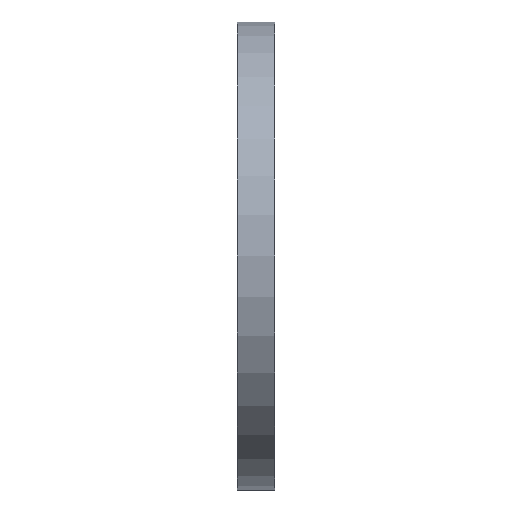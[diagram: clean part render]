
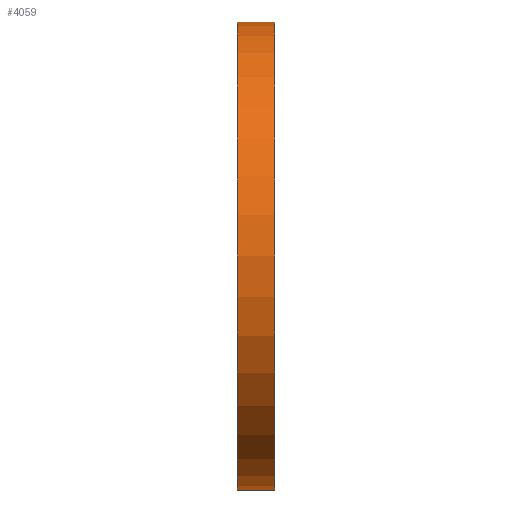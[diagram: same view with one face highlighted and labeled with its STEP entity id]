
A CAD part, left-side view. The second image highlights one B-rep face of the part: STEP entity #4059.
In plain terms, the highlighted cylindrical face has radius 25 mm (diameter 50 mm), a partial arc.
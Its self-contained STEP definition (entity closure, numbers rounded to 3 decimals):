
#193 = VECTOR ( 'NONE', #973, 1000. ) ;
#571 = CARTESIAN_POINT ( 'NONE',  ( 0., -2., 25. ) ) ;
#973 = DIRECTION ( 'NONE',  ( 0., -1., 0. ) ) ;
#1458 = DIRECTION ( 'NONE',  ( 0., 0., -1. ) ) ;
#1815 = VECTOR ( 'NONE', #12180, 1000. ) ;
#1832 = EDGE_CURVE ( 'NONE', #6560, #5690, #4061, .T. ) ;
#2504 = EDGE_CURVE ( 'NONE', #11396, #9726, #4408, .T. ) ;
#3837 = DIRECTION ( 'NONE',  ( 0., 0., 1. ) ) ;
#4059 = ADVANCED_FACE ( 'NONE', ( #5776 ), #11942, .T. ) ;
#4061 = CIRCLE ( 'NONE', #8684, 25. ) ;
#4265 = CARTESIAN_POINT ( 'NONE',  ( 0., 2., -25. ) ) ;
#4408 = CIRCLE ( 'NONE', #14350, 25. ) ;
#4717 = CARTESIAN_POINT ( 'NONE',  ( 0., 2., 0. ) ) ;
#4972 = LINE ( 'NONE', #6696, #193 ) ;
#5035 = ORIENTED_EDGE ( 'NONE', *, *, #2504, .F. ) ;
#5690 = VERTEX_POINT ( 'NONE', #571 ) ;
#5776 = FACE_OUTER_BOUND ( 'NONE', #10094, .T. ) ;
#5840 = DIRECTION ( 'NONE',  ( 0., -1., 0. ) ) ;
#5989 = CARTESIAN_POINT ( 'NONE',  ( 0., 2., 0. ) ) ;
#6354 = CARTESIAN_POINT ( 'NONE',  ( 0., 2., -25. ) ) ;
#6452 = ORIENTED_EDGE ( 'NONE', *, *, #1832, .T. ) ;
#6560 = VERTEX_POINT ( 'NONE', #9028 ) ;
#6696 = CARTESIAN_POINT ( 'NONE',  ( 0., 2., 25. ) ) ;
#7583 = EDGE_CURVE ( 'NONE', #9726, #5690, #4972, .T. ) ;
#8684 = AXIS2_PLACEMENT_3D ( 'NONE', #14124, #9644, #3837 ) ;
#9028 = CARTESIAN_POINT ( 'NONE',  ( 0., -2., -25. ) ) ;
#9644 = DIRECTION ( 'NONE',  ( 0., 1., 0. ) ) ;
#9726 = VERTEX_POINT ( 'NONE', #10128 ) ;
#10064 = ORIENTED_EDGE ( 'NONE', *, *, #7583, .F. ) ;
#10094 = EDGE_LOOP ( 'NONE', ( #10064, #5035, #14029, #6452 ) ) ;
#10128 = CARTESIAN_POINT ( 'NONE',  ( 0., 2., 25. ) ) ;
#10422 = DIRECTION ( 'NONE',  ( 0., 1., 0. ) ) ;
#10982 = LINE ( 'NONE', #4265, #1815 ) ;
#11396 = VERTEX_POINT ( 'NONE', #6354 ) ;
#11592 = AXIS2_PLACEMENT_3D ( 'NONE', #5989, #5840, #1458 ) ;
#11942 = CYLINDRICAL_SURFACE ( 'NONE', #11592, 25. ) ;
#12180 = DIRECTION ( 'NONE',  ( 0., -1., 0. ) ) ;
#13732 = DIRECTION ( 'NONE',  ( 0., 0., 1. ) ) ;
#14011 = EDGE_CURVE ( 'NONE', #11396, #6560, #10982, .T. ) ;
#14029 = ORIENTED_EDGE ( 'NONE', *, *, #14011, .T. ) ;
#14124 = CARTESIAN_POINT ( 'NONE',  ( 0., -2., 0. ) ) ;
#14350 = AXIS2_PLACEMENT_3D ( 'NONE', #4717, #10422, #13732 ) ;
